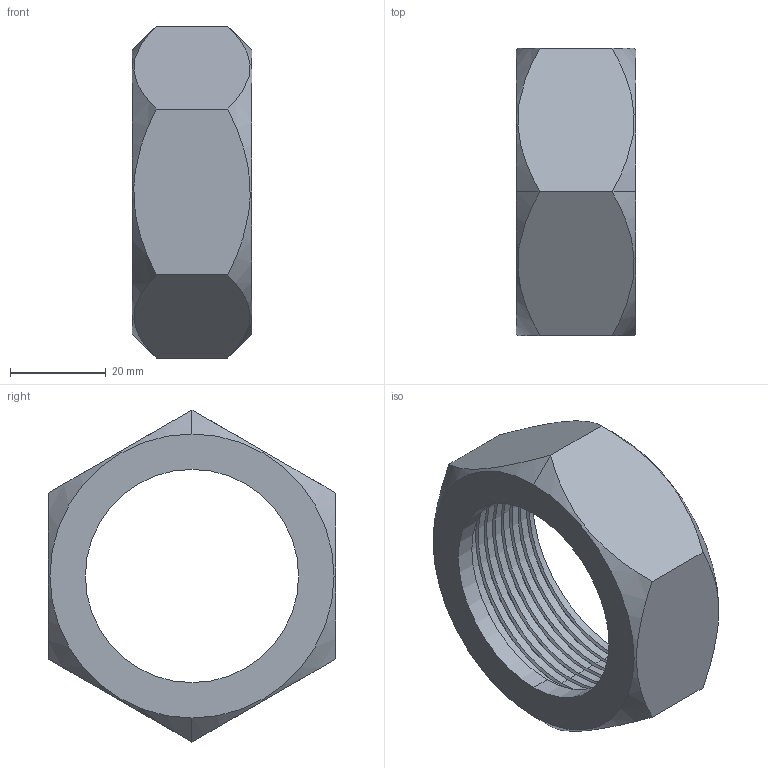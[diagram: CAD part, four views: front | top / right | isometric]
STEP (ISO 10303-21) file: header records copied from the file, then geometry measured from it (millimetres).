
FILE_DESCRIPTION (( 'STEP AP203' ), '1' );
FILE_NAME ('3D_R131M_1 3-4_17102760.STEP', '2024-08-15T07:45:05', ( '' ), ( '' ), 'SwSTEP 2.0', 'SolidWorks 2024', '' );
FILE_SCHEMA (( 'CONFIG_CONTROL_DESIGN' ));
Length unit declared in the file: millimetre
Products named in the file (1): 3D_R131M_1 3-4_17102760
Bounding box: 25 x 60 x 69.28 mm (x, y, z)
Volume: 28289.7 mm3; surface area: 12587.8 mm2
Topology: 1 solids, 1 shells, 39 faces, 100 edges, 64 vertices
Faces by surface type: cylinder 21, plane 10, cone 4, bspline 4
Entity records: 3493 total; most frequent: CARTESIAN_POINT 2621, ORIENTED_EDGE 200, DIRECTION 128, EDGE_CURVE 100, VERTEX_POINT 64, AXIS2_PLACEMENT_3D 49, EDGE_LOOP 42, ADVANCED_FACE 39
